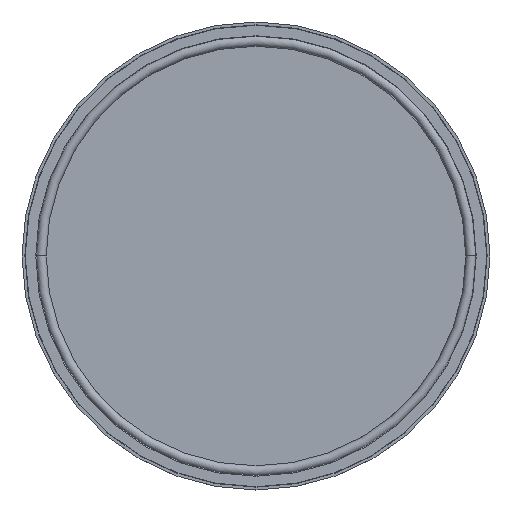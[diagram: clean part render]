
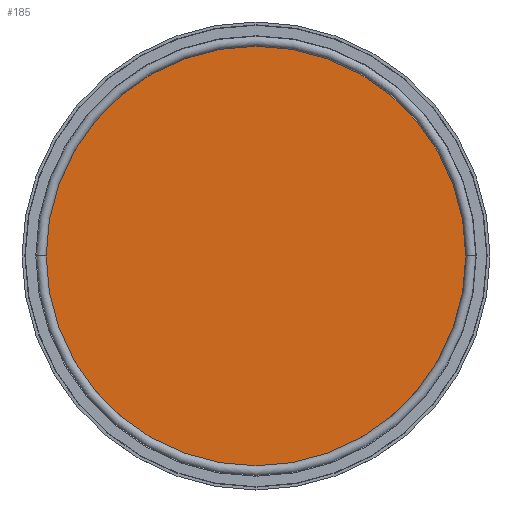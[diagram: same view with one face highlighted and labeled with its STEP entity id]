
A CAD part, top view. The second image highlights one B-rep face of the part: STEP entity #185.
In plain terms, the highlighted planar face has unit normal (0, 0, 1).
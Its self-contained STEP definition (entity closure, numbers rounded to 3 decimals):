
#6 = EDGE_CURVE ( 'NONE', #1091, #264, #232, .T. ) ;
#14 = CARTESIAN_POINT ( 'NONE',  ( 0., -108.928, -1.8 ) ) ;
#36 = EDGE_LOOP ( 'NONE', ( #1282, #115 ) ) ;
#44 = CARTESIAN_POINT ( 'NONE',  ( 0., 0., -1.8 ) ) ;
#65 = DIRECTION ( 'NONE',  ( 0., 0., -1. ) ) ;
#90 = DIRECTION ( 'NONE',  ( 0., 1., 0. ) ) ;
#115 = ORIENTED_EDGE ( 'NONE', *, *, #1389, .F. ) ;
#185 = ADVANCED_FACE ( 'NONE', ( #1021 ), #1580, .F. ) ;
#232 = CIRCLE ( 'NONE', #1584, 108.928 ) ;
#264 = VERTEX_POINT ( 'NONE', #14 ) ;
#315 = CIRCLE ( 'NONE', #1182, 108.928 ) ;
#646 = DIRECTION ( 'NONE',  ( 0., 0., -1. ) ) ;
#768 = CARTESIAN_POINT ( 'NONE',  ( 0., 108.928, -1.8 ) ) ;
#1021 = FACE_OUTER_BOUND ( 'NONE', #36, .T. ) ;
#1091 = VERTEX_POINT ( 'NONE', #768 ) ;
#1182 = AXIS2_PLACEMENT_3D ( 'NONE', #1470, #1192, #1609 ) ;
#1192 = DIRECTION ( 'NONE',  ( 0., 0., -1. ) ) ;
#1282 = ORIENTED_EDGE ( 'NONE', *, *, #6, .F. ) ;
#1289 = AXIS2_PLACEMENT_3D ( 'NONE', #1587, #646, #1600 ) ;
#1389 = EDGE_CURVE ( 'NONE', #264, #1091, #315, .T. ) ;
#1470 = CARTESIAN_POINT ( 'NONE',  ( 0., 0., -1.8 ) ) ;
#1580 = PLANE ( 'NONE',  #1289 ) ;
#1584 = AXIS2_PLACEMENT_3D ( 'NONE', #44, #65, #90 ) ;
#1587 = CARTESIAN_POINT ( 'NONE',  ( 0., -108.928, -1.8 ) ) ;
#1600 = DIRECTION ( 'NONE',  ( 0., 1., 0. ) ) ;
#1609 = DIRECTION ( 'NONE',  ( 0., 1., 0. ) ) ;
